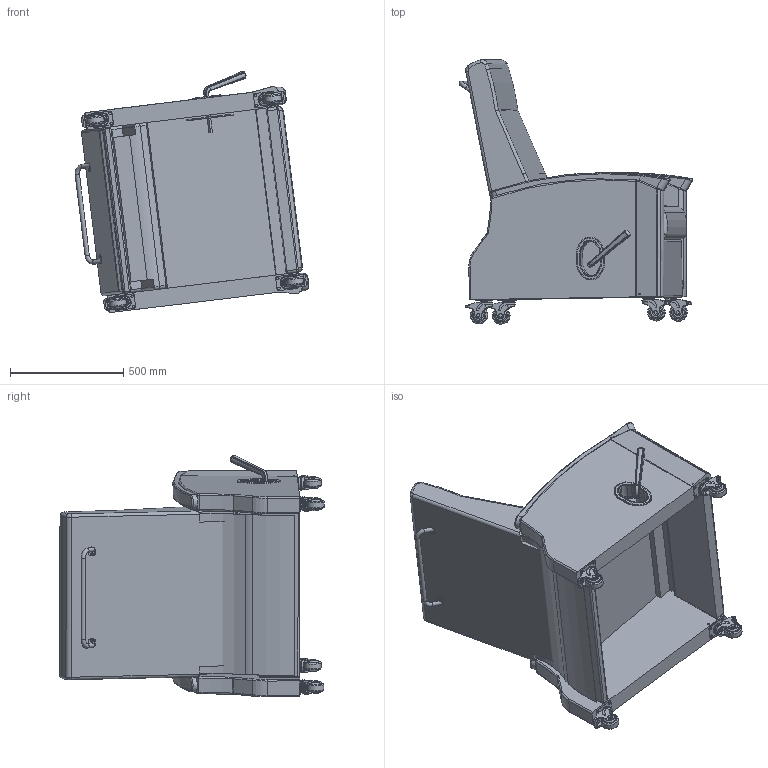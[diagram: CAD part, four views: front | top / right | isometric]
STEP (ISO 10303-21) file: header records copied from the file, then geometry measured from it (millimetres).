
FILE_DESCRIPTION(/* description */ (''),/* implementation_level */ '2;1');
FILE_NAME(/* name */ 'H5137W.stp',/* time_stamp */ '2017-09-13T13:11:26-04:00',/* author */ ('emehringer'),/* organization */ (''),/* preprocessor_version */ 'ST-DEVELOPER v16.5',/* originating_system */ 'Autodesk Inventor 2017',/* authorisation */ '');
FILE_SCHEMA (('AUTOMOTIVE_DESIGN { 1 0 10303 214 3 1 1 }'));
Length unit declared in the file: inch
Products named in the file (32): H5137U-W (SYMBOL); H1017 ACARM L; H1017 ARM L; HA1010 MACL BLK; H1017 ACARM R; H1017 ARM R; HA1010 MACR BLK; BEZEL-1; 7000-2 CON PLT; 5030 UKP; HDL 5000 BLK; F7000 STEEL HANDLEA; HANDLE F7000 PLASTIC; H5037U BACK COVER; 7030 USEAT; 5030 UKO; UBACK H1030; PB3; PUSH BAR 17.625; PUSH BAR 17.625_1; PUSH BAR 17.625 right side; 1420X1.5 PSHPB; CABLE LEVER; CAST COL 4inSLB; _NG-03AMP-125-TL-TP01_fork; _TP01_Next Generation Series_0; _NG-03QDP-125-SW-TP01_rivet; _NG-03AMP-125-TL-TP01_wheel_core; _NG-03AMP-125-TL-TP01_wheel_tread; _NG-03AMP-125-TL-TP01_wheel_guard; _NG-03AMP-125-TL-TP01_wheel_tguard; _NG-03AMP-125-TL-TP01_cap
Assembly tree (36 placements, depth 4):
  H5137U-W (SYMBOL)
    H1017 ACARM L
      H1017 ARM L
      HA1010 MACL BLK
    H1017 ACARM R
      H1017 ARM R
      HA1010 MACR BLK
    BEZEL-1
    7000-2 CON PLT
    5030 UKP
    HDL 5000 BLK
      F7000 STEEL HANDLEA
      HANDLE F7000 PLASTIC
    H5037U BACK COVER
    7030 USEAT
    5030 UKO
    UBACK H1030
    PB3
      PUSH BAR 17.625
        PUSH BAR 17.625_1
        PUSH BAR 17.625 right side
      1420X1.5 PSHPB  x2
    CABLE LEVER
    CAST COL 4inSLB  x4
      _NG-03AMP-125-TL-TP01_fork
      _TP01_Next Generation Series_0
      _NG-03QDP-125-SW-TP01_rivet
      _NG-03AMP-125-TL-TP01_wheel_core
      _NG-03AMP-125-TL-TP01_wheel_tread
      _NG-03AMP-125-TL-TP01_wheel_guard
      _NG-03AMP-125-TL-TP01_wheel_tguard
      _NG-03AMP-125-TL-TP01_cap
Bounding box: 1031.77 x 1166.03 x 1063.8 mm (x, y, z)
Volume: 200642729.6 mm3; surface area: 7085685.9 mm2
Topology: 55 solids, 55 shells, 1423 faces, 3416 edges, 2147 vertices
Faces by surface type: cylinder 597, plane 499, torus 165, bspline 107, cone 34, sphere 21
Full cylindrical faces by diameter (mm): 5.953 x1, 6.35 x2, 7.938 x6, 11.989 x4, 12.497 x2, 14.877 x4, 15.062 x4, 15.24 x8, 19.05 x3, 19.075 x4, 25.4 x4, 38.049 x4, 44.298 x4, 52.273 x4, 55.372 x8, 57.15 x8, 76.2 x4
Entity records: 32406 total; most frequent: CARTESIAN_POINT 11785, DIRECTION 4350, ORIENTED_EDGE 3932, EDGE_CURVE 1966, AXIS2_PLACEMENT_3D 1752, VERTEX_POINT 1227, EDGE_LOOP 955, FACE_OUTER_BOUND 861
